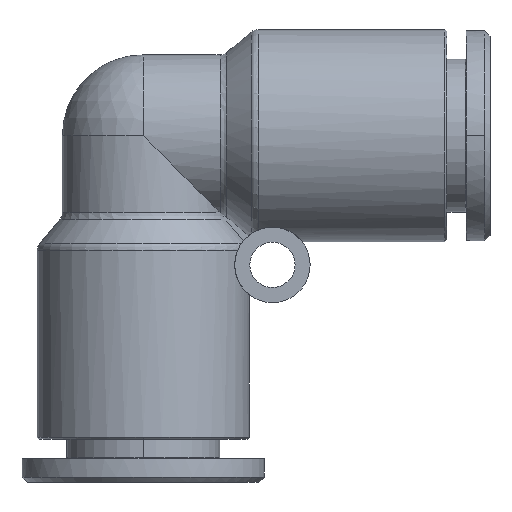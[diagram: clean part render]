
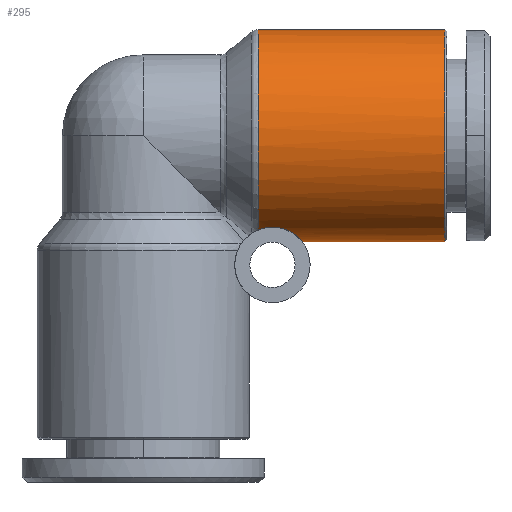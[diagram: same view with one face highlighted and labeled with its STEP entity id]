
A CAD part, front view. The second image highlights one B-rep face of the part: STEP entity #295.
In plain terms, the highlighted cylindrical face has radius 9.85 mm (diameter 19.7 mm), a partial arc.
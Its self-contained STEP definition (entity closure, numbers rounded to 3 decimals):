
#221=CARTESIAN_POINT('',(5.372,0.,0.0));
#222=DIRECTION('',(1.0,0.0,0.0));
#223=DIRECTION('',(0.0,0.0,1.0));
#224=AXIS2_PLACEMENT_3D('',#221,#222,#223);
#225=CYLINDRICAL_SURFACE('',#224,9.85);
#226=CARTESIAN_POINT('',(-2.264,0.,9.85));
#227=VERTEX_POINT('',#226);
#228=CARTESIAN_POINT('',(15.072,0.,9.85));
#229=VERTEX_POINT('',#228);
#230=CARTESIAN_POINT('',(-2.264,0.,9.85));
#231=DIRECTION('',(1.0,0.0,0.0));
#232=VECTOR('',#231,17.336);
#233=LINE('',#230,#232);
#234=EDGE_CURVE('',#227,#229,#233,.T.);
#235=ORIENTED_EDGE('',*,*,#234,.F.);
#236=CARTESIAN_POINT('',(-2.264,-4.494,-8.765));
#237=VERTEX_POINT('',#236);
#238=CARTESIAN_POINT('',(-2.264,0.,0.0));
#239=DIRECTION('',(-1.0,0.0,0.0));
#240=DIRECTION('',(0.0,0.0,-1.0));
#241=AXIS2_PLACEMENT_3D('',#238,#239,#240);
#242=CIRCLE('',#241,9.85);
#243=EDGE_CURVE('',#237,#227,#242,.T.);
#244=ORIENTED_EDGE('',*,*,#243,.F.);
#245=CARTESIAN_POINT('',(1.833,0.,-9.85));
#246=VERTEX_POINT('',#245);
#247=CARTESIAN_POINT('',(-2.264,-4.494,-8.765));
#248=CARTESIAN_POINT('',(-2.177,-4.565,-8.729));
#249=CARTESIAN_POINT('',(-2.08,-4.632,-8.693));
#250=CARTESIAN_POINT('',(-1.872,-4.752,-8.628));
#251=CARTESIAN_POINT('',(-1.761,-4.805,-8.598));
#252=CARTESIAN_POINT('',(-1.53,-4.891,-8.55));
#253=CARTESIAN_POINT('',(-1.41,-4.924,-8.531));
#254=CARTESIAN_POINT('',(-1.168,-4.967,-8.506));
#255=CARTESIAN_POINT('',(-1.046,-4.977,-8.5));
#256=CARTESIAN_POINT('',(-0.81,-4.977,-8.5));
#257=CARTESIAN_POINT('',(-0.689,-4.967,-8.506));
#258=CARTESIAN_POINT('',(-0.447,-4.924,-8.531));
#259=CARTESIAN_POINT('',(-0.327,-4.891,-8.55));
#260=CARTESIAN_POINT('',(-0.096,-4.805,-8.598));
#261=CARTESIAN_POINT('',(0.016,-4.752,-8.628));
#262=CARTESIAN_POINT('',(0.224,-4.632,-8.693));
#263=CARTESIAN_POINT('',(0.32,-4.564,-8.729));
#264=CARTESIAN_POINT('',(0.56,-4.371,-8.828));
#265=CARTESIAN_POINT('',(0.693,-4.234,-8.895));
#266=CARTESIAN_POINT('',(0.929,-3.937,-9.03));
#267=CARTESIAN_POINT('',(1.033,-3.777,-9.099));
#268=CARTESIAN_POINT('',(1.309,-3.269,-9.299));
#269=CARTESIAN_POINT('',(1.446,-2.894,-9.424));
#270=CARTESIAN_POINT('',(1.654,-2.099,-9.633));
#271=CARTESIAN_POINT('',(1.724,-1.68,-9.715));
#272=CARTESIAN_POINT('',(1.814,-0.836,-9.824));
#273=CARTESIAN_POINT('',(1.833,-0.411,-9.85));
#274=CARTESIAN_POINT('',(1.833,0.,-9.85));
#275=B_SPLINE_CURVE_WITH_KNOTS('',3,(#247,#248,#249,#250,#251,#252,#253,#254,#255,#256,#257,#258,#259,#260,#261,#262,#263,#264,#265,#266,#267,#268,#269,#270,#271,#272,#273,#274),.UNSPECIFIED.,.F.,.U.,(4,2,2,2,2,2,2,2,2,2,2,2,2,4),(4.927,5.28,5.634,5.988,6.341,6.695,7.049,7.402,7.756,8.372,8.988,10.219,11.451,12.683),.UNSPECIFIED.);
#276=EDGE_CURVE('',#237,#246,#275,.T.);
#277=ORIENTED_EDGE('',*,*,#276,.T.);
#278=CARTESIAN_POINT('',(15.072,0.,-9.85));
#279=VERTEX_POINT('',#278);
#280=CARTESIAN_POINT('',(15.072,0.,-9.85));
#281=DIRECTION('',(-1.0,0.0,0.0));
#282=VECTOR('',#281,13.238);
#283=LINE('',#280,#282);
#284=EDGE_CURVE('',#279,#246,#283,.T.);
#285=ORIENTED_EDGE('',*,*,#284,.F.);
#286=CARTESIAN_POINT('',(15.072,0.,0.0));
#287=DIRECTION('',(1.0,0.0,0.0));
#288=DIRECTION('',(0.0,0.0,1.0));
#289=AXIS2_PLACEMENT_3D('',#286,#287,#288);
#290=CIRCLE('',#289,9.85);
#291=EDGE_CURVE('',#229,#279,#290,.T.);
#292=ORIENTED_EDGE('',*,*,#291,.F.);
#293=EDGE_LOOP('',(#235,#244,#277,#285,#292));
#294=FACE_OUTER_BOUND('',#293,.T.);
#295=ADVANCED_FACE('',(#294),#225,.T.);
